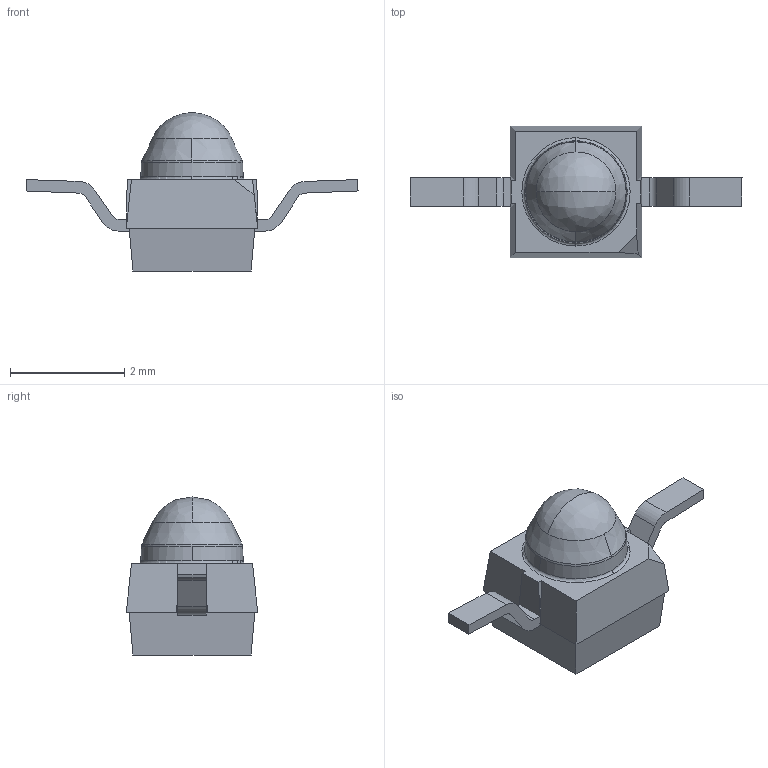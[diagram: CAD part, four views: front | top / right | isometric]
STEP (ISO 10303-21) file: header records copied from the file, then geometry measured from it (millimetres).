
FILE_DESCRIPTION (( 'STEP AP214' ), '1' );
FILE_NAME ('User Library-VSMY2850RG.STEP', '2017-10-18T15:39:00', ( 'Windows User' ), ( '' ), 'SwSTEP 2.0', 'SolidWorks 2017', '' );
FILE_SCHEMA (( 'AUTOMOTIVE_DESIGN' ));
Length unit declared in the file: millimetre
Products named in the file (3): User Library-VSMY2850RG_Fillet001; User Library-VSMY2850RG_Free-Models; User Library-VSMY2850RG
Assembly tree (2 placements, depth 2):
  User Library-VSMY2850RG
    User Library-VSMY2850RG_Free-Models
    User Library-VSMY2850RG_Fillet001
Bounding box: 5.81 x 2.3 x 2.77 mm (x, y, z)
Volume: 10.2 mm3; surface area: 36.1 mm2
Topology: 2 solids, 2 shells, 53 faces, 137 edges, 90 vertices
Faces by surface type: plane 34, cylinder 8, cone 5, bspline 4, torus 2
Entity records: 2421 total; most frequent: CARTESIAN_POINT 439, ORIENTED_EDGE 274, DIRECTION 266, EDGE_CURVE 137, LINE 96, VECTOR 96, VERTEX_POINT 90, AXIS2_PLACEMENT_3D 85
